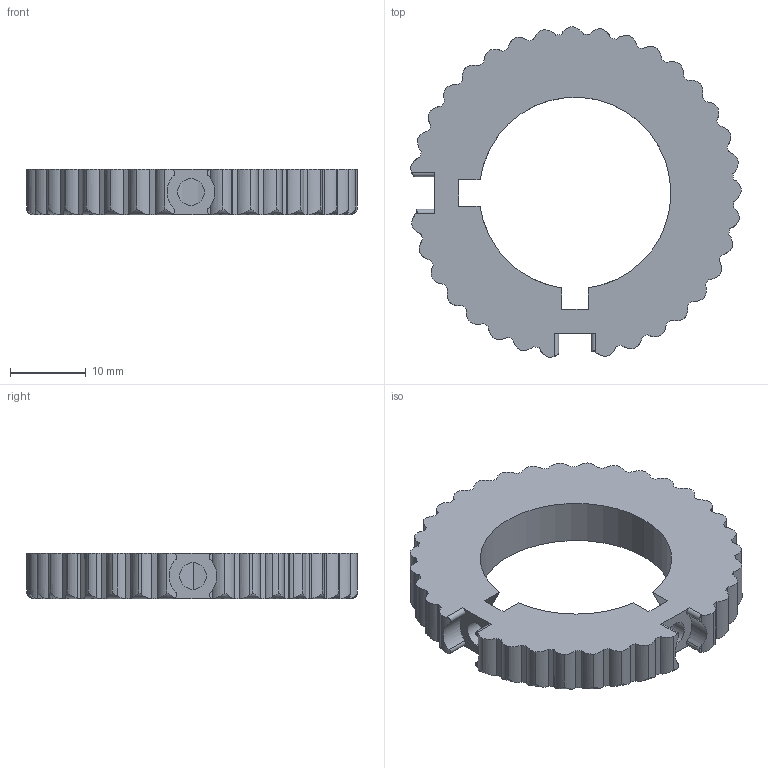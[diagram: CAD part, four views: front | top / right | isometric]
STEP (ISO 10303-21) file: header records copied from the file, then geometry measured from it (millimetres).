
FILE_DESCRIPTION (( 'STEP AP214' ), '1' );
FILE_NAME ('E_motor_holder.STEP', '2024-10-12T22:40:46', ( '' ), ( '' ), 'SwSTEP 2.0', 'SolidWorks 2024', '' );
FILE_SCHEMA (( 'AUTOMOTIVE_DESIGN' ));
Length unit declared in the file: millimetre
Products named in the file (1): E_motor_holder
Bounding box: 43.66 x 43.66 x 6 mm (x, y, z)
Volume: 5270.7 mm3; surface area: 3387.5 mm2
Topology: 1 solids, 1 shells, 248 faces, 674 edges, 428 vertices
Faces by surface type: cylinder 200, torus 34, plane 14
Entity records: 8535 total; most frequent: CARTESIAN_POINT 2390, ORIENTED_EDGE 1348, DIRECTION 1256, EDGE_CURVE 674, AXIS2_PLACEMENT_3D 514, VERTEX_POINT 428, CIRCLE 265, EDGE_LOOP 254
